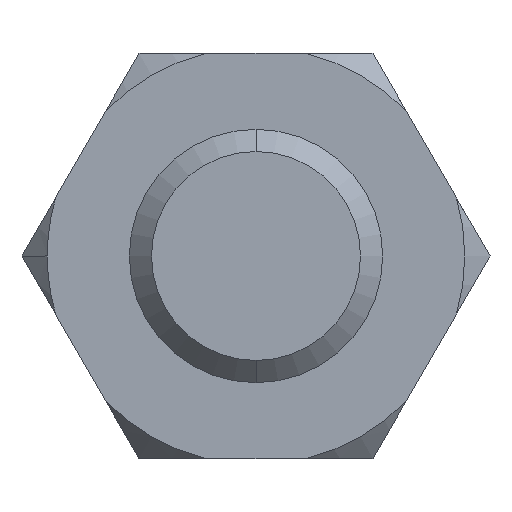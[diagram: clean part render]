
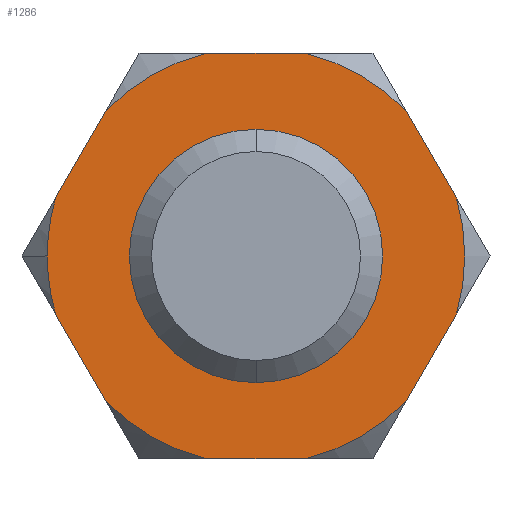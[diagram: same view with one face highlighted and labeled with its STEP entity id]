
A CAD part, front view. The second image highlights one B-rep face of the part: STEP entity #1286.
In plain terms, the highlighted planar face has unit normal (0, -1, 0).
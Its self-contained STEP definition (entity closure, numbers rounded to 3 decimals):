
#8 = CARTESIAN_POINT ( 'NONE',  ( -7.915, 0., 2.29 ) ) ;
#9 = DIRECTION ( 'NONE',  ( 0., 0., -1. ) ) ;
#28 = VECTOR ( 'NONE', #1091, 1000. ) ;
#30 = DIRECTION ( 'NONE',  ( 0., 0., -1. ) ) ;
#31 = DIRECTION ( 'NONE',  ( 0., 0., -1. ) ) ;
#32 = CARTESIAN_POINT ( 'NONE',  ( -4.619, 0., -8. ) ) ;
#80 = VECTOR ( 'NONE', #605, 1000. ) ;
#98 = CIRCLE ( 'NONE', #283, 8.24 ) ;
#99 = LINE ( 'NONE', #1198, #1592 ) ;
#101 = CARTESIAN_POINT ( 'NONE',  ( 0., 0., 5. ) ) ;
#105 = AXIS2_PLACEMENT_3D ( 'NONE', #1289, #473, #894 ) ;
#113 = DIRECTION ( 'NONE',  ( 0., 1., 0. ) ) ;
#124 = CIRCLE ( 'NONE', #1217, 8.24 ) ;
#142 = VECTOR ( 'NONE', #907, 1000. ) ;
#158 = ORIENTED_EDGE ( 'NONE', *, *, #710, .F. ) ;
#165 = EDGE_CURVE ( 'NONE', #407, #244, #1715, .T. ) ;
#167 = CARTESIAN_POINT ( 'NONE',  ( 0., 0., 0. ) ) ;
#190 = ORIENTED_EDGE ( 'NONE', *, *, #1702, .F. ) ;
#205 = CARTESIAN_POINT ( 'NONE',  ( 5.941, 0., 5.71 ) ) ;
#227 = CARTESIAN_POINT ( 'NONE',  ( 0., 0., 0. ) ) ;
#231 = AXIS2_PLACEMENT_3D ( 'NONE', #1239, #539, #1233 ) ;
#232 = EDGE_CURVE ( 'NONE', #732, #1539, #871, .T. ) ;
#237 = CARTESIAN_POINT ( 'NONE',  ( 0., 0., 0. ) ) ;
#244 = VERTEX_POINT ( 'NONE', #1714 ) ;
#283 = AXIS2_PLACEMENT_3D ( 'NONE', #1154, #1547, #1697 ) ;
#290 = AXIS2_PLACEMENT_3D ( 'NONE', #167, #1276, #30 ) ;
#304 = VERTEX_POINT ( 'NONE', #1137 ) ;
#306 = CIRCLE ( 'NONE', #358, 5. ) ;
#325 = CARTESIAN_POINT ( 'NONE',  ( -4.619, 0., 8. ) ) ;
#335 = LINE ( 'NONE', #811, #603 ) ;
#336 = CARTESIAN_POINT ( 'NONE',  ( 0., 0., 0. ) ) ;
#348 = EDGE_CURVE ( 'NONE', #1007, #457, #766, .T. ) ;
#358 = AXIS2_PLACEMENT_3D ( 'NONE', #336, #742, #31 ) ;
#361 = DIRECTION ( 'NONE',  ( 0., 0., -1. ) ) ;
#364 = ORIENTED_EDGE ( 'NONE', *, *, #1470, .T. ) ;
#391 = CARTESIAN_POINT ( 'NONE',  ( 1.974, 0., -8. ) ) ;
#406 = CARTESIAN_POINT ( 'NONE',  ( -1.974, 0., 8. ) ) ;
#407 = VERTEX_POINT ( 'NONE', #803 ) ;
#415 = AXIS2_PLACEMENT_3D ( 'NONE', #424, #1632, #9 ) ;
#424 = CARTESIAN_POINT ( 'NONE',  ( 0., 0., 0. ) ) ;
#427 = ORIENTED_EDGE ( 'NONE', *, *, #880, .F. ) ;
#457 = VERTEX_POINT ( 'NONE', #8 ) ;
#470 = DIRECTION ( 'NONE',  ( 0., 0., -1. ) ) ;
#473 = DIRECTION ( 'NONE',  ( 0., 1., 0. ) ) ;
#489 = DIRECTION ( 'NONE',  ( 0., 1., 0. ) ) ;
#527 = CARTESIAN_POINT ( 'NONE',  ( 0., 0., 0. ) ) ;
#530 = CARTESIAN_POINT ( 'NONE',  ( -1.974, 0., -8. ) ) ;
#539 = DIRECTION ( 'NONE',  ( 0., 1., 0. ) ) ;
#571 = CIRCLE ( 'NONE', #878, 5. ) ;
#592 = CARTESIAN_POINT ( 'NONE',  ( 5.941, 0., -5.71 ) ) ;
#593 = ORIENTED_EDGE ( 'NONE', *, *, #1557, .F. ) ;
#597 = CIRCLE ( 'NONE', #415, 8.24 ) ;
#603 = VECTOR ( 'NONE', #800, 1000. ) ;
#604 = CIRCLE ( 'NONE', #105, 8.24 ) ;
#605 = DIRECTION ( 'NONE',  ( -1., 0., 0. ) ) ;
#612 = CARTESIAN_POINT ( 'NONE',  ( 4.619, 0., -8. ) ) ;
#638 = ORIENTED_EDGE ( 'NONE', *, *, #165, .T. ) ;
#651 = ORIENTED_EDGE ( 'NONE', *, *, #754, .F. ) ;
#684 = VERTEX_POINT ( 'NONE', #592 ) ;
#688 = EDGE_CURVE ( 'NONE', #1007, #1539, #604, .T. ) ;
#710 = EDGE_CURVE ( 'NONE', #966, #1099, #98, .T. ) ;
#732 = VERTEX_POINT ( 'NONE', #1388 ) ;
#737 = LINE ( 'NONE', #612, #142 ) ;
#742 = DIRECTION ( 'NONE',  ( 0., -1., 0. ) ) ;
#754 = EDGE_CURVE ( 'NONE', #849, #905, #306, .T. ) ;
#766 = LINE ( 'NONE', #1085, #28 ) ;
#775 = EDGE_CURVE ( 'NONE', #905, #849, #571, .T. ) ;
#800 = DIRECTION ( 'NONE',  ( -0.5, 0., 0.866 ) ) ;
#802 = DIRECTION ( 'NONE',  ( 0., 0., -1. ) ) ;
#803 = CARTESIAN_POINT ( 'NONE',  ( -7.915, 0., -2.29 ) ) ;
#811 = CARTESIAN_POINT ( 'NONE',  ( 4.619, 0., 8. ) ) ;
#829 = VERTEX_POINT ( 'NONE', #205 ) ;
#845 = AXIS2_PLACEMENT_3D ( 'NONE', #237, #1329, #1465 ) ;
#849 = VERTEX_POINT ( 'NONE', #1363 ) ;
#865 = VERTEX_POINT ( 'NONE', #530 ) ;
#871 = LINE ( 'NONE', #325, #80 ) ;
#878 = AXIS2_PLACEMENT_3D ( 'NONE', #1552, #1283, #470 ) ;
#880 = EDGE_CURVE ( 'NONE', #304, #457, #597, .T. ) ;
#894 = DIRECTION ( 'NONE',  ( 0., 0., -1. ) ) ;
#905 = VERTEX_POINT ( 'NONE', #101 ) ;
#907 = DIRECTION ( 'NONE',  ( 1., 0., 0. ) ) ;
#930 = EDGE_CURVE ( 'NONE', #865, #1435, #737, .T. ) ;
#932 = ORIENTED_EDGE ( 'NONE', *, *, #1343, .F. ) ;
#966 = VERTEX_POINT ( 'NONE', #1026 ) ;
#1007 = VERTEX_POINT ( 'NONE', #1128 ) ;
#1026 = CARTESIAN_POINT ( 'NONE',  ( 7.915, 0., 2.29 ) ) ;
#1065 = PLANE ( 'NONE',  #845 ) ;
#1068 = DIRECTION ( 'NONE',  ( 0.5, 0., 0.866 ) ) ;
#1085 = CARTESIAN_POINT ( 'NONE',  ( -9.238, 0., 0. ) ) ;
#1091 = DIRECTION ( 'NONE',  ( -0.5, 0., -0.866 ) ) ;
#1095 = AXIS2_PLACEMENT_3D ( 'NONE', #527, #113, #802 ) ;
#1099 = VERTEX_POINT ( 'NONE', #1700 ) ;
#1107 = CIRCLE ( 'NONE', #231, 8.24 ) ;
#1124 = DIRECTION ( 'NONE',  ( 0.5, 0., -0.866 ) ) ;
#1128 = CARTESIAN_POINT ( 'NONE',  ( -5.941, 0., 5.71 ) ) ;
#1137 = CARTESIAN_POINT ( 'NONE',  ( -8.24, 0., 0. ) ) ;
#1154 = CARTESIAN_POINT ( 'NONE',  ( 0., 0., 0. ) ) ;
#1162 = ORIENTED_EDGE ( 'NONE', *, *, #1328, .T. ) ;
#1165 = FACE_OUTER_BOUND ( 'NONE', #1477, .T. ) ;
#1184 = EDGE_LOOP ( 'NONE', ( #651, #1677 ) ) ;
#1198 = CARTESIAN_POINT ( 'NONE',  ( 9.238, 0., 0. ) ) ;
#1217 = AXIS2_PLACEMENT_3D ( 'NONE', #227, #489, #361 ) ;
#1233 = DIRECTION ( 'NONE',  ( 0., 0., -1. ) ) ;
#1239 = CARTESIAN_POINT ( 'NONE',  ( 0., 0., 0. ) ) ;
#1276 = DIRECTION ( 'NONE',  ( 0., 1., 0. ) ) ;
#1283 = DIRECTION ( 'NONE',  ( 0., -1., 0. ) ) ;
#1284 = EDGE_CURVE ( 'NONE', #732, #829, #124, .T. ) ;
#1286 = ADVANCED_FACE ( 'NONE', ( #1165, #1520 ), #1065, .T. ) ;
#1287 = ORIENTED_EDGE ( 'NONE', *, *, #688, .F. ) ;
#1289 = CARTESIAN_POINT ( 'NONE',  ( 0., 0., 0. ) ) ;
#1312 = VECTOR ( 'NONE', #1124, 1000. ) ;
#1325 = ORIENTED_EDGE ( 'NONE', *, *, #232, .T. ) ;
#1328 = EDGE_CURVE ( 'NONE', #966, #829, #335, .T. ) ;
#1329 = DIRECTION ( 'NONE',  ( 0., -1., 0. ) ) ;
#1336 = CIRCLE ( 'NONE', #290, 8.24 ) ;
#1343 = EDGE_CURVE ( 'NONE', #684, #1435, #1623, .T. ) ;
#1363 = CARTESIAN_POINT ( 'NONE',  ( 0., 0., -5. ) ) ;
#1369 = ORIENTED_EDGE ( 'NONE', *, *, #930, .T. ) ;
#1388 = CARTESIAN_POINT ( 'NONE',  ( 1.974, 0., 8. ) ) ;
#1435 = VERTEX_POINT ( 'NONE', #391 ) ;
#1465 = DIRECTION ( 'NONE',  ( 0., 0., -1. ) ) ;
#1470 = EDGE_CURVE ( 'NONE', #684, #1099, #99, .T. ) ;
#1477 = EDGE_LOOP ( 'NONE', ( #593, #1369, #932, #364, #158, #1162, #1487, #1325, #1287, #1605, #427, #190, #638 ) ) ;
#1487 = ORIENTED_EDGE ( 'NONE', *, *, #1284, .F. ) ;
#1520 = FACE_BOUND ( 'NONE', #1184, .T. ) ;
#1539 = VERTEX_POINT ( 'NONE', #406 ) ;
#1547 = DIRECTION ( 'NONE',  ( 0., 1., 0. ) ) ;
#1552 = CARTESIAN_POINT ( 'NONE',  ( 0., 0., 0. ) ) ;
#1557 = EDGE_CURVE ( 'NONE', #865, #244, #1107, .T. ) ;
#1592 = VECTOR ( 'NONE', #1068, 1000. ) ;
#1605 = ORIENTED_EDGE ( 'NONE', *, *, #348, .T. ) ;
#1623 = CIRCLE ( 'NONE', #1095, 8.24 ) ;
#1632 = DIRECTION ( 'NONE',  ( 0., 1., 0. ) ) ;
#1677 = ORIENTED_EDGE ( 'NONE', *, *, #775, .F. ) ;
#1697 = DIRECTION ( 'NONE',  ( 0., 0., -1. ) ) ;
#1700 = CARTESIAN_POINT ( 'NONE',  ( 7.915, 0., -2.29 ) ) ;
#1702 = EDGE_CURVE ( 'NONE', #407, #304, #1336, .T. ) ;
#1714 = CARTESIAN_POINT ( 'NONE',  ( -5.941, 0., -5.71 ) ) ;
#1715 = LINE ( 'NONE', #32, #1312 ) ;
